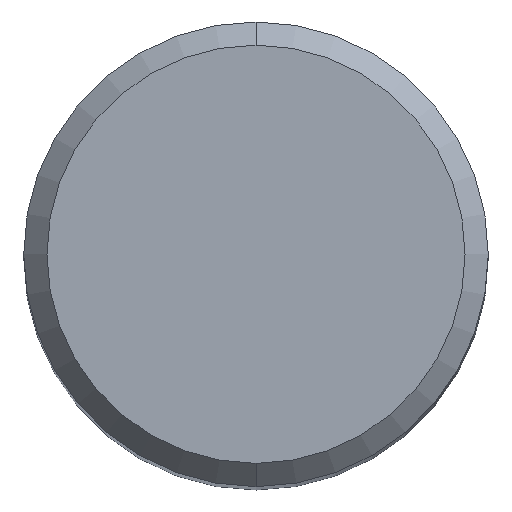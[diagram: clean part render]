
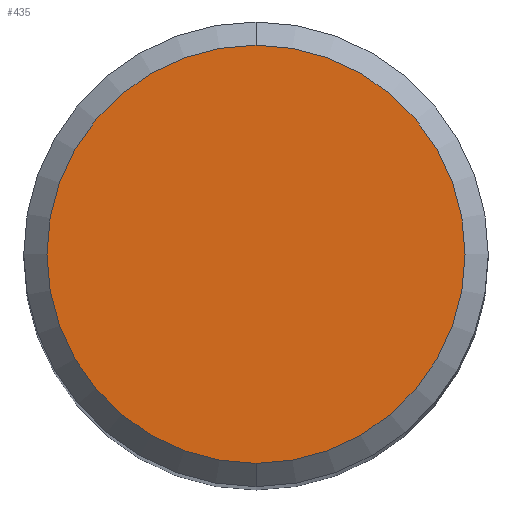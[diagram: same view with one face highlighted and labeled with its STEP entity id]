
A CAD part, top view. The second image highlights one B-rep face of the part: STEP entity #435.
In plain terms, the highlighted planar face has unit normal (0, 0, 1).
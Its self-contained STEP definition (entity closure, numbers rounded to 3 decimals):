
#199=EDGE_CURVE('',#319,#249,#508,.T.);
#249=VERTEX_POINT('',#562);
#319=VERTEX_POINT('',#639);
#381=EDGE_CURVE('',#249,#319,#710,.T.);
#435=ADVANCED_FACE('',(#769),#770,.T.);
#508=CIRCLE('',#898,4.5);
#562=CARTESIAN_POINT('',(0.0,4.5,0.0));
#639=CARTESIAN_POINT('',(0.,-4.5,0.0));
#710=CIRCLE('',#1299,4.5);
#769=FACE_OUTER_BOUND('',#1404,.T.);
#770=PLANE('',#1405);
#898=AXIS2_PLACEMENT_3D('',#1503,#1504,#1505);
#1299=AXIS2_PLACEMENT_3D('',#1747,#1748,#1749);
#1404=EDGE_LOOP('',(#1811,#1812));
#1405=AXIS2_PLACEMENT_3D('',#1813,#1814,#1815);
#1503=CARTESIAN_POINT('',(0.0,0.0,0.0));
#1504=DIRECTION('',(0.0,0.0,-1.0));
#1505=DIRECTION('',(0.0,1.0,0.0));
#1747=CARTESIAN_POINT('',(0.0,0.0,0.0));
#1748=DIRECTION('',(0.0,0.0,-1.0));
#1749=DIRECTION('',(0.0,1.0,0.0));
#1811=ORIENTED_EDGE('',*,*,#381,.F.);
#1812=ORIENTED_EDGE('',*,*,#199,.F.);
#1813=CARTESIAN_POINT('',(0.0,2.25,0.0));
#1814=DIRECTION('',(-0.0,0.0,1.0));
#1815=DIRECTION('',(0.0,-1.0,0.0));
